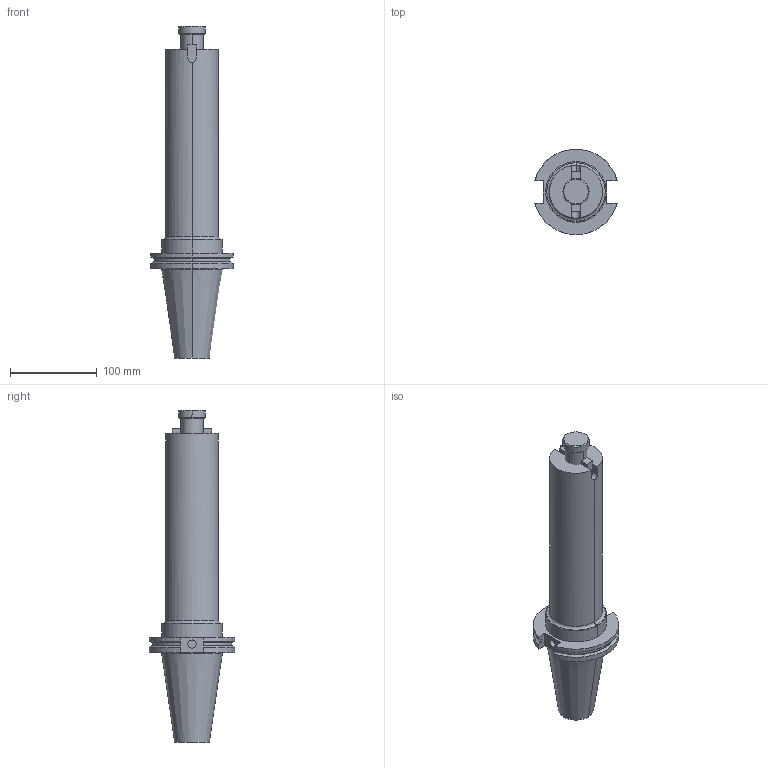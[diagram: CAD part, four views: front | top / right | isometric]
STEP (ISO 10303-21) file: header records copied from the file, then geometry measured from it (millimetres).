
FILE_DESCRIPTION (( 'STEP AP203' ), '1' );
FILE_NAME ('STP-5044-151-A64-1000-AA(SATE-44.151.68.100).STEP', '2021-07-22T01:49:24', ( '' ), ( '' ), 'SwSTEP 2.0', 'SolidWorks 2017', '' );
FILE_SCHEMA (( 'CONFIG_CONTROL_DESIGN' ));
Length unit declared in the file: millimetre
Products named in the file (1): STP-5044-151-A64-1000-AA(SATE-44.151.68.100)
Bounding box: 94.95 x 98.42 x 382.45 mm (x, y, z)
Volume: 1052560.9 mm3; surface area: 93564.7 mm2
Topology: 4 solids, 4 shells, 89 faces, 207 edges, 131 vertices
Faces by surface type: plane 36, cylinder 33, cone 18, torus 2
Entity records: 2664 total; most frequent: CARTESIAN_POINT 518, DIRECTION 455, ORIENTED_EDGE 410, EDGE_CURVE 205, AXIS2_PLACEMENT_3D 172, VERTEX_POINT 131, VECTOR 111, LINE 111
